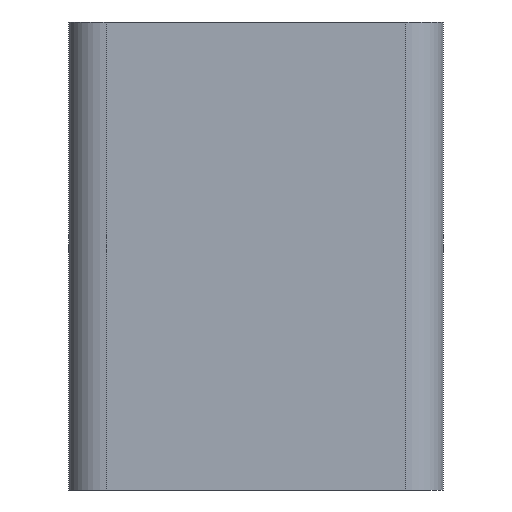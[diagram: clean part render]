
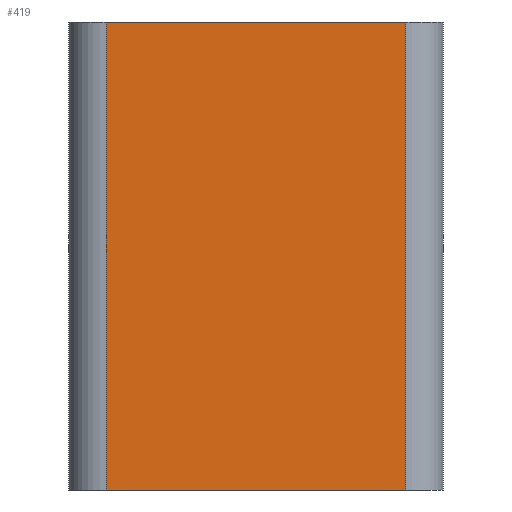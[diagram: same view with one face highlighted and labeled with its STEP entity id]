
A CAD part, front view. The second image highlights one B-rep face of the part: STEP entity #419.
In plain terms, the highlighted planar face has unit normal (0, -1, 0).
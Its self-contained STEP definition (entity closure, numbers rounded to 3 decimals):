
#358 = CARTESIAN_POINT ( 'NONE',  ( 16., -20., -25. ) ) ;
#419 = ADVANCED_FACE ( 'NONE', ( #964 ), #1016, .F. ) ;
#523 = ORIENTED_EDGE ( 'NONE', *, *, #4732, .T. ) ;
#596 = LINE ( 'NONE', #4968, #1902 ) ;
#798 = DIRECTION ( 'NONE',  ( 0., 0., -1. ) ) ;
#850 = EDGE_CURVE ( 'NONE', #1183, #5094, #4588, .T. ) ;
#964 = FACE_OUTER_BOUND ( 'NONE', #5078, .T. ) ;
#1016 = PLANE ( 'NONE',  #1125 ) ;
#1111 = DIRECTION ( 'NONE',  ( 1., 0., 0. ) ) ;
#1125 = AXIS2_PLACEMENT_3D ( 'NONE', #1823, #3381, #1434 ) ;
#1183 = VERTEX_POINT ( 'NONE', #4167 ) ;
#1416 = DIRECTION ( 'NONE',  ( 1., 0., 0. ) ) ;
#1425 = CARTESIAN_POINT ( 'NONE',  ( 16., -20., 25. ) ) ;
#1434 = DIRECTION ( 'NONE',  ( 0., 0., 1. ) ) ;
#1737 = CARTESIAN_POINT ( 'NONE',  ( 16., -20., 25. ) ) ;
#1823 = CARTESIAN_POINT ( 'NONE',  ( 16., -20., 25. ) ) ;
#1833 = VERTEX_POINT ( 'NONE', #4696 ) ;
#1876 = EDGE_CURVE ( 'NONE', #5094, #3083, #5100, .T. ) ;
#1902 = VECTOR ( 'NONE', #1416, 1000. ) ;
#2371 = DIRECTION ( 'NONE',  ( 0., 0., -1. ) ) ;
#2399 = VECTOR ( 'NONE', #798, 1000. ) ;
#2716 = LINE ( 'NONE', #5080, #2399 ) ;
#3083 = VERTEX_POINT ( 'NONE', #358 ) ;
#3381 = DIRECTION ( 'NONE',  ( 0., 1., 0. ) ) ;
#3578 = ORIENTED_EDGE ( 'NONE', *, *, #850, .F. ) ;
#3582 = ORIENTED_EDGE ( 'NONE', *, *, #4235, .T. ) ;
#3866 = VECTOR ( 'NONE', #2371, 1000. ) ;
#3966 = CARTESIAN_POINT ( 'NONE',  ( 16., -20., 25. ) ) ;
#4167 = CARTESIAN_POINT ( 'NONE',  ( -16., -20., 25. ) ) ;
#4235 = EDGE_CURVE ( 'NONE', #1833, #3083, #596, .T. ) ;
#4437 = VECTOR ( 'NONE', #1111, 1000. ) ;
#4588 = LINE ( 'NONE', #1425, #4437 ) ;
#4696 = CARTESIAN_POINT ( 'NONE',  ( -16., -20., -25. ) ) ;
#4716 = ORIENTED_EDGE ( 'NONE', *, *, #1876, .F. ) ;
#4732 = EDGE_CURVE ( 'NONE', #1183, #1833, #2716, .T. ) ;
#4968 = CARTESIAN_POINT ( 'NONE',  ( 16., -20., -25. ) ) ;
#5078 = EDGE_LOOP ( 'NONE', ( #3582, #4716, #3578, #523 ) ) ;
#5080 = CARTESIAN_POINT ( 'NONE',  ( -16., -20., 25. ) ) ;
#5094 = VERTEX_POINT ( 'NONE', #1737 ) ;
#5100 = LINE ( 'NONE', #3966, #3866 ) ;
